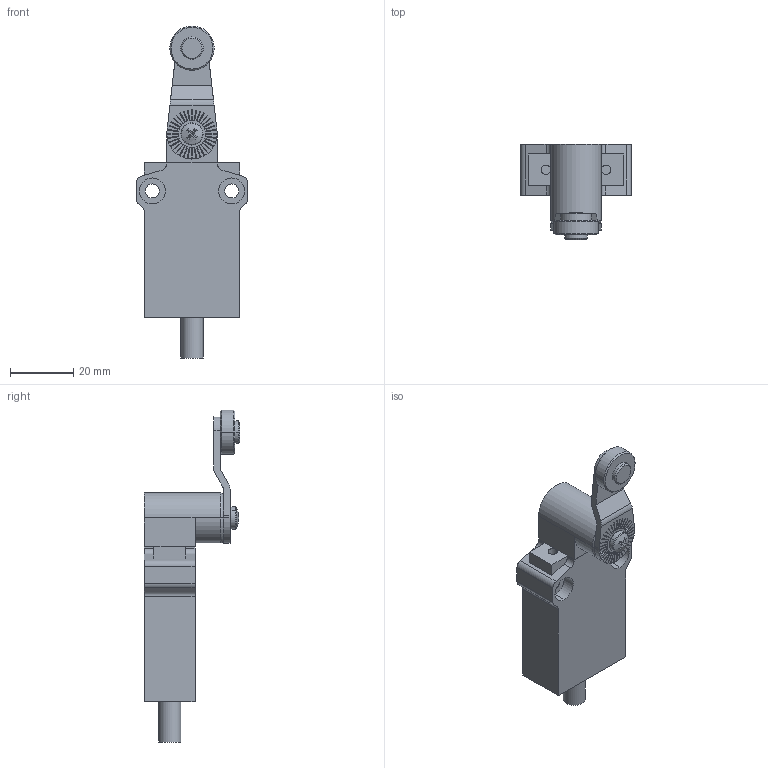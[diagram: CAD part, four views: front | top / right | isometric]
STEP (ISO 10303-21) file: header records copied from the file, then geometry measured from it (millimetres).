
FILE_DESCRIPTION (( 'STEP AP203' ), '1' );
FILE_NAME ('AEM2G41Z11-3_Default.step', '2022-04-01T15:32:11', ( 'Windows User' ), ( '' ), 'SwSTEP 2.0', 'SolidWorks 2021', '' );
FILE_SCHEMA (( 'CONFIG_CONTROL_DESIGN' ));
Length unit declared in the file: inch
Products named in the file (1): AEM2G41Z11-3_Default
Bounding box: 35 x 30.07 x 104.75 mm (x, y, z)
Volume: 30082.8 mm3; surface area: 10688.1 mm2
Topology: 4 solids, 4 shells, 319 faces, 768 edges, 508 vertices
Faces by surface type: plane 249, cylinder 55, bspline 7, cone 6, torus 2
Full cylindrical faces by diameter (mm): 7 x1
Entity records: 9463 total; most frequent: CARTESIAN_POINT 1872, ORIENTED_EDGE 1534, DIRECTION 1493, EDGE_CURVE 767, VECTOR 619, LINE 619, VERTEX_POINT 508, AXIS2_PLACEMENT_3D 437
